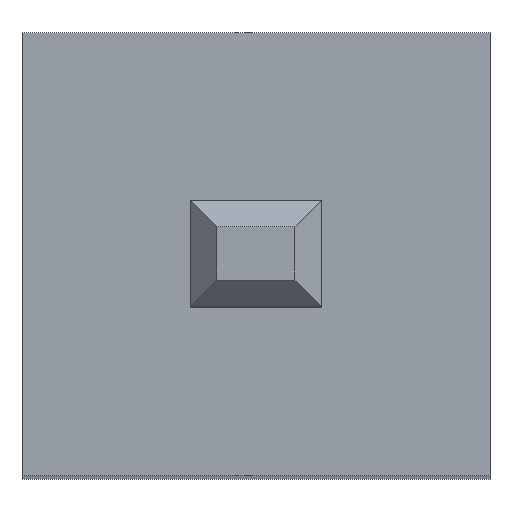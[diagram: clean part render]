
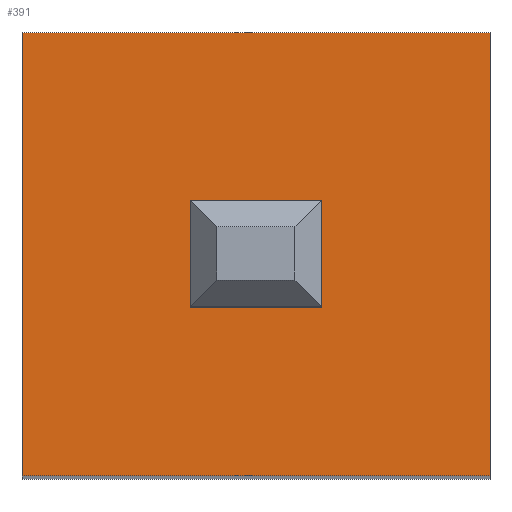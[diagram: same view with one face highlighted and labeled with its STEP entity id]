
A CAD part, top view. The second image highlights one B-rep face of the part: STEP entity #391.
In plain terms, the highlighted planar face has unit normal (0, 0, 1).
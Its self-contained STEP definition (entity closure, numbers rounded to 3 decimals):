
#287 = EDGE_CURVE('',#288,#290,#292,.T.);
#288 = VERTEX_POINT('',#289);
#289 = CARTESIAN_POINT('',(-1.32,-0.975,-1.6));
#290 = VERTEX_POINT('',#291);
#291 = CARTESIAN_POINT('',(1.32,-0.975,-1.6));
#292 = LINE('',#293,#294);
#293 = CARTESIAN_POINT('',(-1.32,-0.975,-1.6));
#294 = VECTOR('',#295,1.);
#295 = DIRECTION('',(1.,0.,0.));
#318 = EDGE_CURVE('',#319,#288,#321,.T.);
#319 = VERTEX_POINT('',#320);
#320 = CARTESIAN_POINT('',(-1.32,1.525,-1.6));
#321 = LINE('',#322,#323);
#322 = CARTESIAN_POINT('',(-1.32,1.525,-1.6));
#323 = VECTOR('',#324,1.);
#324 = DIRECTION('',(0.,-1.,0.));
#342 = EDGE_CURVE('',#343,#290,#345,.T.);
#343 = VERTEX_POINT('',#344);
#344 = CARTESIAN_POINT('',(1.32,1.525,-1.6));
#345 = LINE('',#346,#347);
#346 = CARTESIAN_POINT('',(1.32,1.525,-1.6));
#347 = VECTOR('',#348,1.);
#348 = DIRECTION('',(0.,-1.,0.));
#366 = EDGE_CURVE('',#319,#343,#367,.T.);
#367 = LINE('',#368,#369);
#368 = CARTESIAN_POINT('',(-1.32,1.525,-1.6));
#369 = VECTOR('',#370,1.);
#370 = DIRECTION('',(1.,0.,0.));
#391 = ADVANCED_FACE('',(#392,#398),#432,.T.);
#392 = FACE_BOUND('',#393,.T.);
#393 = EDGE_LOOP('',(#394,#395,#396,#397));
#394 = ORIENTED_EDGE('',*,*,#318,.T.);
#395 = ORIENTED_EDGE('',*,*,#287,.T.);
#396 = ORIENTED_EDGE('',*,*,#342,.F.);
#397 = ORIENTED_EDGE('',*,*,#366,.F.);
#398 = FACE_BOUND('',#399,.T.);
#399 = EDGE_LOOP('',(#400,#410,#418,#426));
#400 = ORIENTED_EDGE('',*,*,#401,.F.);
#401 = EDGE_CURVE('',#402,#404,#406,.T.);
#402 = VERTEX_POINT('',#403);
#403 = CARTESIAN_POINT('',(-0.37,-0.025,-1.6));
#404 = VERTEX_POINT('',#405);
#405 = CARTESIAN_POINT('',(0.37,-0.025,-1.6));
#406 = LINE('',#407,#408);
#407 = CARTESIAN_POINT('',(-0.37,-0.025,-1.6));
#408 = VECTOR('',#409,1.);
#409 = DIRECTION('',(1.,0.,0.));
#410 = ORIENTED_EDGE('',*,*,#411,.F.);
#411 = EDGE_CURVE('',#412,#402,#414,.T.);
#412 = VERTEX_POINT('',#413);
#413 = CARTESIAN_POINT('',(-0.37,0.575,-1.6));
#414 = LINE('',#415,#416);
#415 = CARTESIAN_POINT('',(-0.37,0.575,-1.6));
#416 = VECTOR('',#417,1.);
#417 = DIRECTION('',(0.,-1.,0.));
#418 = ORIENTED_EDGE('',*,*,#419,.F.);
#419 = EDGE_CURVE('',#420,#412,#422,.T.);
#420 = VERTEX_POINT('',#421);
#421 = CARTESIAN_POINT('',(0.37,0.575,-1.6));
#422 = LINE('',#423,#424);
#423 = CARTESIAN_POINT('',(0.37,0.575,-1.6));
#424 = VECTOR('',#425,1.);
#425 = DIRECTION('',(-1.,-0.,0.));
#426 = ORIENTED_EDGE('',*,*,#427,.F.);
#427 = EDGE_CURVE('',#404,#420,#428,.T.);
#428 = LINE('',#429,#430);
#429 = CARTESIAN_POINT('',(0.37,-0.025,-1.6));
#430 = VECTOR('',#431,1.);
#431 = DIRECTION('',(0.,1.,0.));
#432 = PLANE('',#433);
#433 = AXIS2_PLACEMENT_3D('',#434,#435,#436);
#434 = CARTESIAN_POINT('',(-1.32,1.525,-1.6));
#435 = DIRECTION('',(0.,0.,1.));
#436 = DIRECTION('',(1.,0.,0.));
